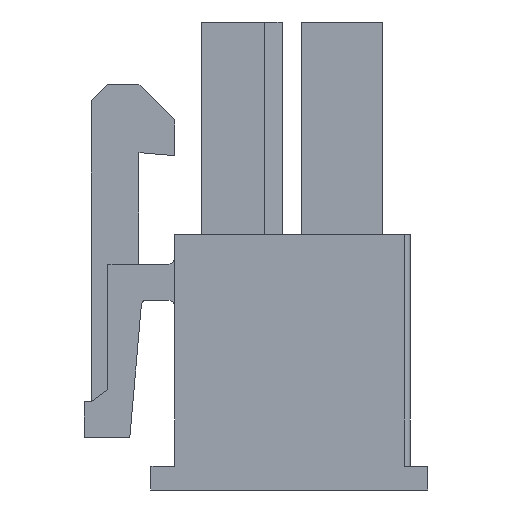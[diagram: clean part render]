
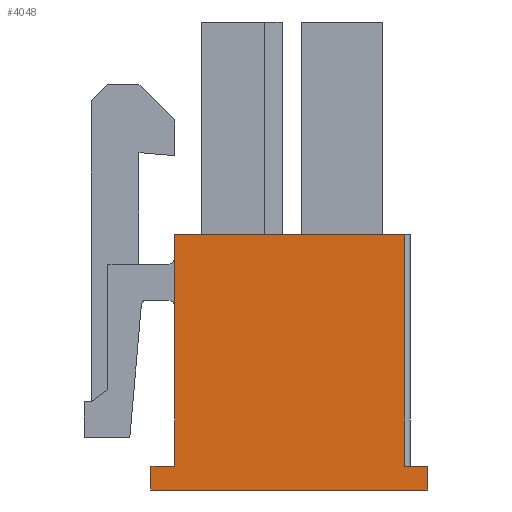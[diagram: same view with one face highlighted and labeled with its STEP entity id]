
A CAD part, left-side view. The second image highlights one B-rep face of the part: STEP entity #4048.
In plain terms, the highlighted planar face has unit normal (-1, 0, 0).
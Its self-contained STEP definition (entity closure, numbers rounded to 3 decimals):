
#1=DIRECTION('',(0.,1.,0.));
#2=VECTOR('',#1,11.6);
#3=CARTESIAN_POINT('',(-6.9,-5.8,-10.7));
#4=LINE('',#3,#2);
#5=DIRECTION('',(0.,0.,1.));
#6=VECTOR('',#5,1.);
#7=CARTESIAN_POINT('',(-6.9,5.8,-10.7));
#8=LINE('',#7,#6);
#9=DIRECTION('',(0.,0.,1.));
#10=VECTOR('',#9,9.7);
#11=CARTESIAN_POINT('',(-6.9,4.8,-9.7));
#12=LINE('',#11,#10);
#13=DIRECTION('',(0.,-1.,0.));
#14=VECTOR('',#13,9.6);
#15=CARTESIAN_POINT('',(-6.9,4.8,0.));
#16=LINE('',#15,#14);
#17=DIRECTION('',(0.,0.,-1.));
#18=VECTOR('',#17,9.7);
#19=CARTESIAN_POINT('',(-6.9,-4.8,0.));
#20=LINE('',#19,#18);
#21=DIRECTION('',(0.,-1.,0.));
#22=VECTOR('',#21,1.);
#23=CARTESIAN_POINT('',(-6.9,-4.8,-9.7));
#24=LINE('',#23,#22);
#25=DIRECTION('',(0.,0.,-1.));
#26=VECTOR('',#25,1.);
#27=CARTESIAN_POINT('',(-6.9,-5.8,-9.7));
#28=LINE('',#27,#26);
#557=DIRECTION('',(0.,-1.,0.));
#558=VECTOR('',#557,1.);
#559=CARTESIAN_POINT('',(-6.9,5.8,-9.7));
#560=LINE('',#559,#558);
#3045=CARTESIAN_POINT('',(-6.9,4.8,0.));
#3046=CARTESIAN_POINT('',(-6.9,-4.8,0.));
#3047=VERTEX_POINT('',#3045);
#3048=VERTEX_POINT('',#3046);
#3049=CARTESIAN_POINT('',(-6.9,-4.8,-9.7));
#3050=VERTEX_POINT('',#3049);
#3051=CARTESIAN_POINT('',(-6.9,-5.8,-9.7));
#3052=VERTEX_POINT('',#3051);
#3053=CARTESIAN_POINT('',(-6.9,-5.8,-10.7));
#3054=VERTEX_POINT('',#3053);
#3854=CARTESIAN_POINT('',(-6.9,5.8,-10.7));
#3856=VERTEX_POINT('',#3854);
#3862=CARTESIAN_POINT('',(-6.9,5.8,-9.7));
#3864=VERTEX_POINT('',#3862);
#3869=CARTESIAN_POINT('',(-6.9,4.8,-9.7));
#3871=VERTEX_POINT('',#3869);
#4025=CARTESIAN_POINT('',(-6.9,0.,0.));
#4026=DIRECTION('',(1.,0.,0.));
#4027=DIRECTION('',(0.,0.,-1.));
#4028=AXIS2_PLACEMENT_3D('',#4025,#4026,#4027);
#4029=PLANE('',#4028);
#4031=ORIENTED_EDGE('',*,*,#4030,.T.);
#4033=ORIENTED_EDGE('',*,*,#4032,.T.);
#4035=ORIENTED_EDGE('',*,*,#4034,.T.);
#4037=ORIENTED_EDGE('',*,*,#4036,.T.);
#4039=ORIENTED_EDGE('',*,*,#4038,.T.);
#4041=ORIENTED_EDGE('',*,*,#4040,.T.);
#4043=ORIENTED_EDGE('',*,*,#4042,.T.);
#4045=ORIENTED_EDGE('',*,*,#4044,.T.);
#4046=EDGE_LOOP('',(#4031,#4033,#4035,#4037,#4039,#4041,#4043,#4045));
#4047=FACE_OUTER_BOUND('',#4046,.F.);
#4048=ADVANCED_FACE('',(#4047),#4029,.F.);
#4030=EDGE_CURVE('',#3054,#3856,#4,.T.);
#4032=EDGE_CURVE('',#3856,#3864,#8,.T.);
#4034=EDGE_CURVE('',#3864,#3871,#560,.T.);
#4036=EDGE_CURVE('',#3871,#3047,#12,.T.);
#4038=EDGE_CURVE('',#3047,#3048,#16,.T.);
#4040=EDGE_CURVE('',#3048,#3050,#20,.T.);
#4042=EDGE_CURVE('',#3050,#3052,#24,.T.);
#4044=EDGE_CURVE('',#3052,#3054,#28,.T.);
